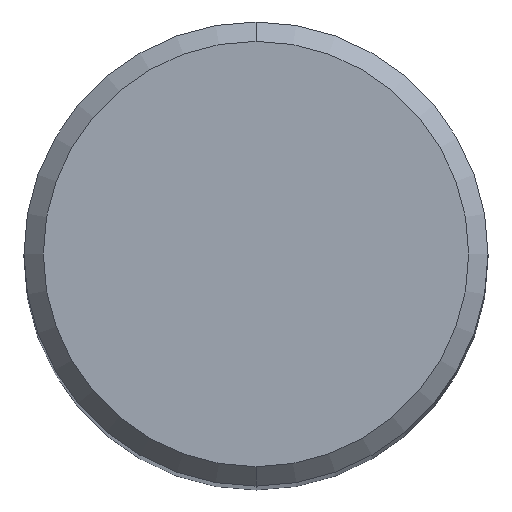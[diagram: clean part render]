
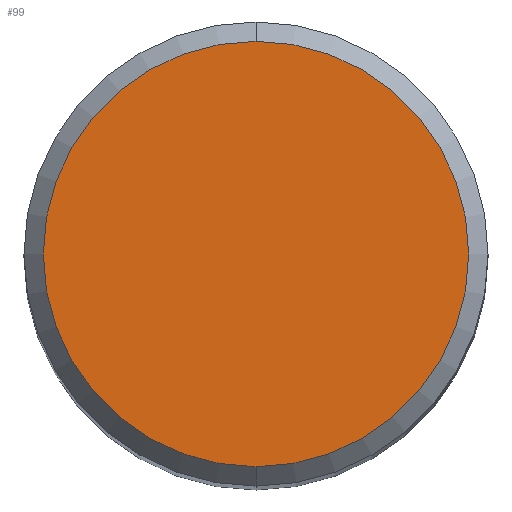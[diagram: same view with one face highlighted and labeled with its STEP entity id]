
A CAD part, top view. The second image highlights one B-rep face of the part: STEP entity #99.
In plain terms, the highlighted planar face has unit normal (0, 0, 1).
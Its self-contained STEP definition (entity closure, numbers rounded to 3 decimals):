
#7 = EDGE_LOOP ( 'NONE', ( #131, #57 ) ) ;
#57 = ORIENTED_EDGE ( 'NONE', *, *, #169, .F. ) ;
#58 = PLANE ( 'NONE',  #424 ) ;
#99 = ADVANCED_FACE ( 'NONE', ( #288 ), #58, .F. ) ;
#103 = DIRECTION ( 'NONE',  ( 0., 0., -1. ) ) ;
#131 = ORIENTED_EDGE ( 'NONE', *, *, #348, .F. ) ;
#160 = VERTEX_POINT ( 'NONE', #193 ) ;
#163 = CARTESIAN_POINT ( 'NONE',  ( 0., 0., 83. ) ) ;
#166 = CARTESIAN_POINT ( 'NONE',  ( 0., 0., 83. ) ) ;
#169 = EDGE_CURVE ( 'NONE', #318, #160, #237, .T. ) ;
#193 = CARTESIAN_POINT ( 'NONE',  ( 0., 5.5, 83. ) ) ;
#237 = CIRCLE ( 'NONE', #271, 5.5 ) ;
#243 = DIRECTION ( 'NONE',  ( 0., 1., 0. ) ) ;
#246 = DIRECTION ( 'NONE',  ( 0., 0., -1. ) ) ;
#271 = AXIS2_PLACEMENT_3D ( 'NONE', #166, #103, #333 ) ;
#288 = FACE_OUTER_BOUND ( 'NONE', #7, .T. ) ;
#304 = CIRCLE ( 'NONE', #442, 5.5 ) ;
#318 = VERTEX_POINT ( 'NONE', #420 ) ;
#333 = DIRECTION ( 'NONE',  ( 0., 1., 0. ) ) ;
#347 = CARTESIAN_POINT ( 'NONE',  ( 0., 0., 83. ) ) ;
#348 = EDGE_CURVE ( 'NONE', #160, #318, #304, .T. ) ;
#358 = DIRECTION ( 'NONE',  ( 0., 1., 0. ) ) ;
#420 = CARTESIAN_POINT ( 'NONE',  ( 0., -5.5, 83. ) ) ;
#424 = AXIS2_PLACEMENT_3D ( 'NONE', #163, #434, #358 ) ;
#434 = DIRECTION ( 'NONE',  ( 0., 0., -1. ) ) ;
#442 = AXIS2_PLACEMENT_3D ( 'NONE', #347, #246, #243 ) ;
